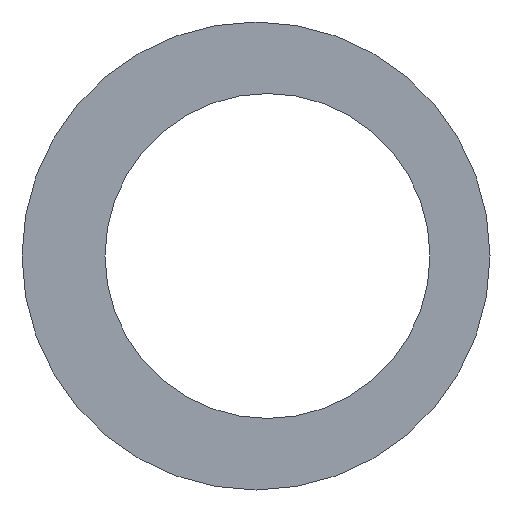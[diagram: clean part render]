
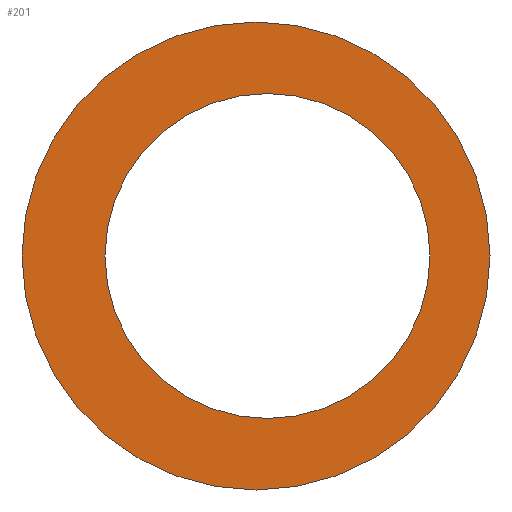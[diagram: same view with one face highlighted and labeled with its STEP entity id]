
A CAD part, front view. The second image highlights one B-rep face of the part: STEP entity #201.
In plain terms, the highlighted planar face has unit normal (0, -1, 0).
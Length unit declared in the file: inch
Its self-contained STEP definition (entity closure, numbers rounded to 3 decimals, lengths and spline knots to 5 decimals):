
#6 = EDGE_LOOP ( 'NONE', ( #177, #13 ) ) ;
#7 = PLANE ( 'NONE',  #40 ) ;
#13 = ORIENTED_EDGE ( 'NONE', *, *, #217, .T. ) ;
#23 = DIRECTION ( 'NONE',  ( 0., 0., 1. ) ) ;
#24 = CARTESIAN_POINT ( 'NONE',  ( 0., 0., 0. ) ) ;
#27 = AXIS2_PLACEMENT_3D ( 'NONE', #100, #175, #23 ) ;
#33 = CARTESIAN_POINT ( 'NONE',  ( 0., 0., -0.18 ) ) ;
#39 = EDGE_CURVE ( 'NONE', #88, #98, #107, .T. ) ;
#40 = AXIS2_PLACEMENT_3D ( 'NONE', #242, #101, #199 ) ;
#41 = CARTESIAN_POINT ( 'NONE',  ( 0.00885, 0., 0.125 ) ) ;
#42 = VERTEX_POINT ( 'NONE', #149 ) ;
#49 = FACE_OUTER_BOUND ( 'NONE', #93, .T. ) ;
#55 = DIRECTION ( 'NONE',  ( 0., 0., 1. ) ) ;
#57 = CIRCLE ( 'NONE', #27, 0.125 ) ;
#78 = CARTESIAN_POINT ( 'NONE',  ( 0., 0., 0. ) ) ;
#82 = AXIS2_PLACEMENT_3D ( 'NONE', #78, #152, #55 ) ;
#88 = VERTEX_POINT ( 'NONE', #33 ) ;
#91 = FACE_BOUND ( 'NONE', #6, .T. ) ;
#92 = ORIENTED_EDGE ( 'NONE', *, *, #39, .F. ) ;
#93 = EDGE_LOOP ( 'NONE', ( #92, #115 ) ) ;
#98 = VERTEX_POINT ( 'NONE', #228 ) ;
#100 = CARTESIAN_POINT ( 'NONE',  ( 0.00885, 0., 0. ) ) ;
#101 = DIRECTION ( 'NONE',  ( 0., 1., 0. ) ) ;
#107 = CIRCLE ( 'NONE', #232, 0.18 ) ;
#115 = ORIENTED_EDGE ( 'NONE', *, *, #189, .F. ) ;
#121 = CIRCLE ( 'NONE', #82, 0.18 ) ;
#125 = DIRECTION ( 'NONE',  ( 0., 0., 1. ) ) ;
#135 = AXIS2_PLACEMENT_3D ( 'NONE', #187, #198, #179 ) ;
#137 = VERTEX_POINT ( 'NONE', #41 ) ;
#143 = EDGE_CURVE ( 'NONE', #42, #137, #57, .T. ) ;
#148 = DIRECTION ( 'NONE',  ( 0., 1., 0. ) ) ;
#149 = CARTESIAN_POINT ( 'NONE',  ( 0.00885, 0., -0.125 ) ) ;
#152 = DIRECTION ( 'NONE',  ( 0., 1., 0. ) ) ;
#175 = DIRECTION ( 'NONE',  ( 0., 1., 0. ) ) ;
#177 = ORIENTED_EDGE ( 'NONE', *, *, #143, .T. ) ;
#179 = DIRECTION ( 'NONE',  ( 0., 0., 1. ) ) ;
#187 = CARTESIAN_POINT ( 'NONE',  ( 0.00885, 0., 0. ) ) ;
#189 = EDGE_CURVE ( 'NONE', #98, #88, #121, .T. ) ;
#198 = DIRECTION ( 'NONE',  ( 0., 1., 0. ) ) ;
#199 = DIRECTION ( 'NONE',  ( 0., 0., 1. ) ) ;
#201 = ADVANCED_FACE ( 'NONE', ( #49, #91 ), #7, .F. ) ;
#207 = CIRCLE ( 'NONE', #135, 0.125 ) ;
#217 = EDGE_CURVE ( 'NONE', #137, #42, #207, .T. ) ;
#228 = CARTESIAN_POINT ( 'NONE',  ( 0., 0., 0.18 ) ) ;
#232 = AXIS2_PLACEMENT_3D ( 'NONE', #24, #148, #125 ) ;
#242 = CARTESIAN_POINT ( 'NONE',  ( 0., 0., 0. ) ) ;
